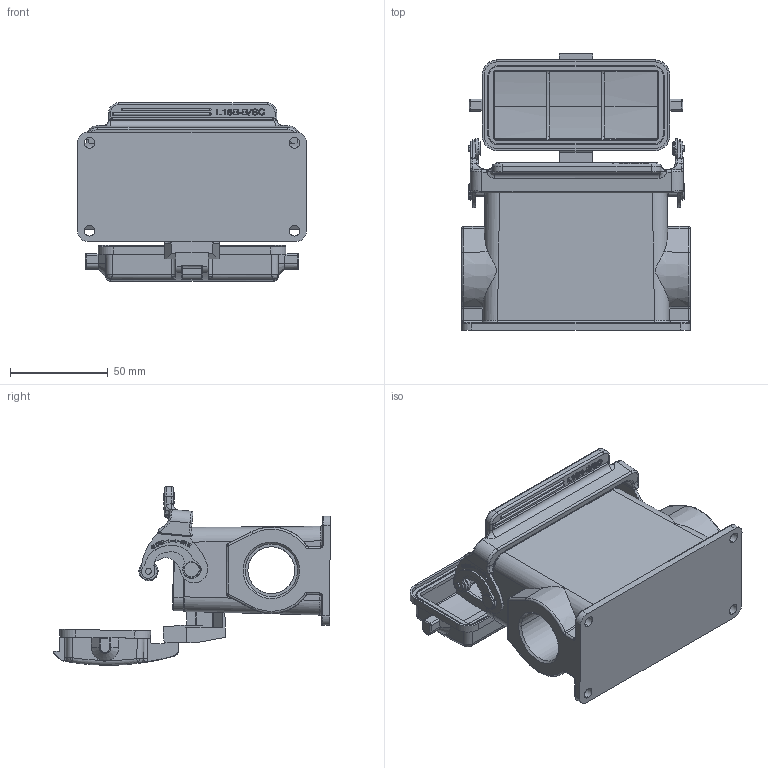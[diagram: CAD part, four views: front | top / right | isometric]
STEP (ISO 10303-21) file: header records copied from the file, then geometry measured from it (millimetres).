
FILE_DESCRIPTION((''),'2;1');
FILE_NAME('PRT0408','2017-09-29T',('dm.li'),(''),'PRO/ENGINEER BY PARAMETRIC TECHNOLOGY CORPORATION, 2012480','PRO/ENGINEER BY PARAMETRIC TECHNOLOGY CORPORATION, 2012480','');
FILE_SCHEMA(('AUTOMOTIVE_DESIGN { 1 0 10303 214 1 1 1 1 }'));
Products named in the file (1): PRT0408
Bounding box: 117 x 141.71 x 91.4 mm (x, y, z)
Volume: 176106.9 mm3; surface area: 87625.3 mm2
Topology: 1 solids, 5 shells, 1239 faces, 3300 edges, 2097 vertices
Faces by surface type: plane 491, cylinder 370, extrusion 167, bspline 95, torus 74, cone 28, sphere 14
Entity records: 58997 total; most frequent: CARTESIAN_POINT 24252, ORIENTED_EDGE 6496, DIRECTION 5485, EDGE_CURVE 3251, VERTEX_POINT 2097, VECTOR 1875, AXIS2_PLACEMENT_3D 1805, LINE 1708
